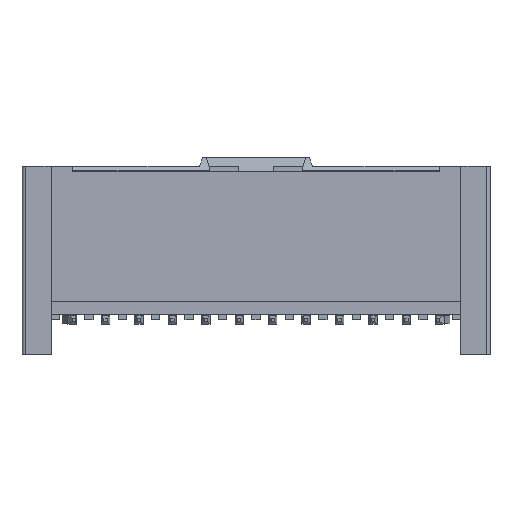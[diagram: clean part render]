
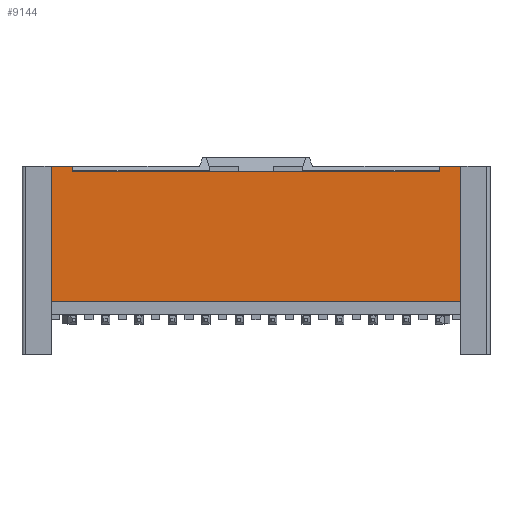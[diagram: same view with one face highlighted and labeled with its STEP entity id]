
A CAD part, top view. The second image highlights one B-rep face of the part: STEP entity #9144.
In plain terms, the highlighted planar face has unit normal (0, 0, 1).
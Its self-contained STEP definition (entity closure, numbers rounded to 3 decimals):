
#521=DIRECTION('',(-1.,0.,0.));
#522=VECTOR('',#521,1.15);
#523=CARTESIAN_POINT('',(-11.1,11.25,-0.1));
#524=LINE('',#523,#522);
#560=DIRECTION('',(-1.,0.,0.));
#561=VECTOR('',#560,1.15);
#562=CARTESIAN_POINT('',(12.25,11.25,-0.1));
#563=LINE('',#562,#561);
#1613=DIRECTION('',(-0.707,0.707,0.));
#1614=VECTOR('',#1613,0.141);
#1615=CARTESIAN_POINT('',(-11.,11.15,-0.1));
#1616=LINE('',#1615,#1614);
#1617=DIRECTION('',(0.,-1.,0.));
#1618=VECTOR('',#1617,0.2);
#1619=CARTESIAN_POINT('',(-11.,11.15,-0.1));
#1620=LINE('',#1619,#1618);
#1621=DIRECTION('',(1.,0.,0.));
#1622=VECTOR('',#1621,22.);
#1623=CARTESIAN_POINT('',(-11.,10.95,-0.1));
#1624=LINE('',#1623,#1622);
#1625=DIRECTION('',(0.,-1.,0.));
#1626=VECTOR('',#1625,0.2);
#1627=CARTESIAN_POINT('',(11.,11.15,-0.1));
#1628=LINE('',#1627,#1626);
#1629=DIRECTION('',(-0.707,-0.707,0.));
#1630=VECTOR('',#1629,0.141);
#1631=CARTESIAN_POINT('',(11.1,11.25,-0.1));
#1632=LINE('',#1631,#1630);
#1633=DIRECTION('',(-1.,0.,0.));
#1634=VECTOR('',#1633,24.5);
#1635=CARTESIAN_POINT('',(12.25,3.15,-0.1));
#1636=LINE('',#1635,#1634);
#1713=DIRECTION('',(0.,1.,0.));
#1714=VECTOR('',#1713,8.1);
#1715=CARTESIAN_POINT('',(12.25,3.15,-0.1));
#1716=LINE('',#1715,#1714);
#1849=DIRECTION('',(0.,1.,0.));
#1850=VECTOR('',#1849,8.1);
#1851=CARTESIAN_POINT('',(-12.25,3.15,-0.1));
#1852=LINE('',#1851,#1850);
#5474=CARTESIAN_POINT('',(12.25,3.15,-0.1));
#5476=VERTEX_POINT('',#5474);
#5484=CARTESIAN_POINT('',(-12.25,3.15,-0.1));
#5486=VERTEX_POINT('',#5484);
#5501=CARTESIAN_POINT('',(-12.25,11.25,-0.1));
#5503=VERTEX_POINT('',#5501);
#5505=CARTESIAN_POINT('',(12.25,11.25,-0.1));
#5507=VERTEX_POINT('',#5505);
#5653=CARTESIAN_POINT('',(-11.,10.95,-0.1));
#5654=CARTESIAN_POINT('',(11.,10.95,-0.1));
#5655=VERTEX_POINT('',#5653);
#5656=VERTEX_POINT('',#5654);
#6123=CARTESIAN_POINT('',(-11.,11.15,-0.1));
#6124=CARTESIAN_POINT('',(-11.1,11.25,-0.1));
#6125=VERTEX_POINT('',#6123);
#6126=VERTEX_POINT('',#6124);
#6127=CARTESIAN_POINT('',(11.1,11.25,-0.1));
#6128=CARTESIAN_POINT('',(11.,11.15,-0.1));
#6129=VERTEX_POINT('',#6127);
#6130=VERTEX_POINT('',#6128);
#9120=CARTESIAN_POINT('',(12.25,3.15,-0.1));
#9121=DIRECTION('',(0.,0.,-1.));
#9122=DIRECTION('',(0.,1.,0.));
#9123=AXIS2_PLACEMENT_3D('',#9120,#9121,#9122);
#9124=PLANE('',#9123);
#9126=ORIENTED_EDGE('',*,*,#9125,.F.);
#9128=ORIENTED_EDGE('',*,*,#9127,.T.);
#9130=ORIENTED_EDGE('',*,*,#9129,.T.);
#9132=ORIENTED_EDGE('',*,*,#9131,.F.);
#9133=ORIENTED_EDGE('',*,*,#9111,.F.);
#9134=ORIENTED_EDGE('',*,*,#7827,.F.);
#9136=ORIENTED_EDGE('',*,*,#9135,.F.);
#9138=ORIENTED_EDGE('',*,*,#9137,.T.);
#9140=ORIENTED_EDGE('',*,*,#9139,.T.);
#9141=ORIENTED_EDGE('',*,*,#7796,.F.);
#9142=EDGE_LOOP('',(#9126,#9128,#9130,#9132,#9133,#9134,#9136,#9138,#9140,
#9141));
#9143=FACE_OUTER_BOUND('',#9142,.F.);
#9144=ADVANCED_FACE('',(#9143),#9124,.F.);
#7796=EDGE_CURVE('',#6126,#5503,#524,.T.);
#7827=EDGE_CURVE('',#5507,#6129,#563,.T.);
#9111=EDGE_CURVE('',#6129,#6130,#1632,.T.);
#9125=EDGE_CURVE('',#6125,#6126,#1616,.T.);
#9127=EDGE_CURVE('',#6125,#5655,#1620,.T.);
#9129=EDGE_CURVE('',#5655,#5656,#1624,.T.);
#9131=EDGE_CURVE('',#6130,#5656,#1628,.T.);
#9135=EDGE_CURVE('',#5476,#5507,#1716,.T.);
#9137=EDGE_CURVE('',#5476,#5486,#1636,.T.);
#9139=EDGE_CURVE('',#5486,#5503,#1852,.T.);
